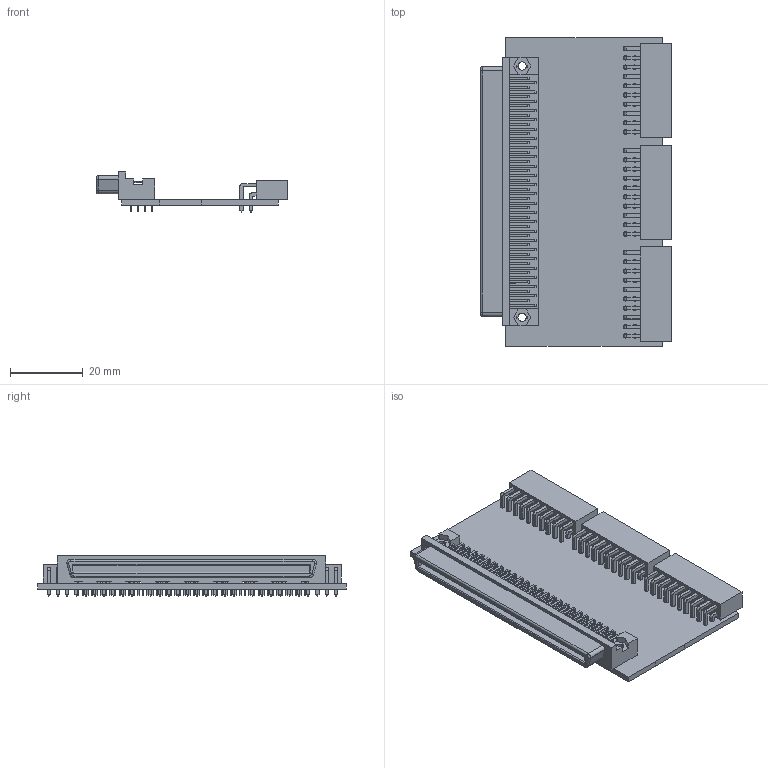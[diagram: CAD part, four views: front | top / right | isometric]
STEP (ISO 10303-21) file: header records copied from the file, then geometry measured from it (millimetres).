
FILE_DESCRIPTION(('KiCad electronic assembly'),'2;1');
FILE_NAME('0001-Spartan3A-breakout.step','2024-06-02T20:24:30',('Pcbnew' ),('Kicad'),'Open CASCADE STEP processor 7.6', 'KiCad to STEP converter','Unknown');
FILE_SCHEMA(('AUTOMOTIVE_DESIGN { 1 0 10303 214 1 1 1 1 }'));
Length unit declared in the file: millimetre
Products named in the file (6): 0001-Spartan3A-breakout 1; 613020243121; ASSEMBLY; FX2-100S-1.27DS; FX2-120S-1.27DSL; 0001-Spartan3A-breakout_PCB
Assembly tree (7 placements, depth 3):
  0001-Spartan3A-breakout 1
    613020243121  x3
      ASSEMBLY
    FX2-100S-1.27DS
      FX2-120S-1.27DSL
    0001-Spartan3A-breakout_PCB
Bounding box: 52.33 x 84.5 x 11.01 mm (x, y, z)
Volume: 12579.6 mm3; surface area: 20450.2 mm2
Topology: 65 solids, 65 shells, 3093 faces, 7627 edges, 4924 vertices
Faces by surface type: plane 2789, cylinder 300, torus 3, revolution 1
Full cylindrical faces by diameter (mm): 0.9 x100, 1.2 x60, 2.4 x2
Entity records: 64625 total; most frequent: CARTESIAN_POINT 11443, ORIENTED_EDGE 11010, DIRECTION 10128, EDGE_CURVE 5505, LINE 4971, VECTOR 4971, VERTEX_POINT 3616, FACE_BOUND 2705
